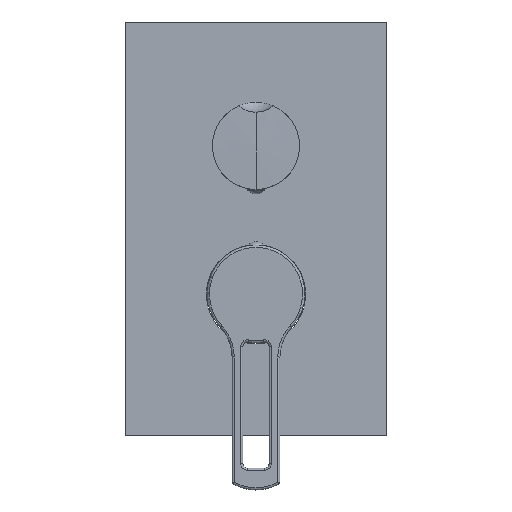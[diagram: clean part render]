
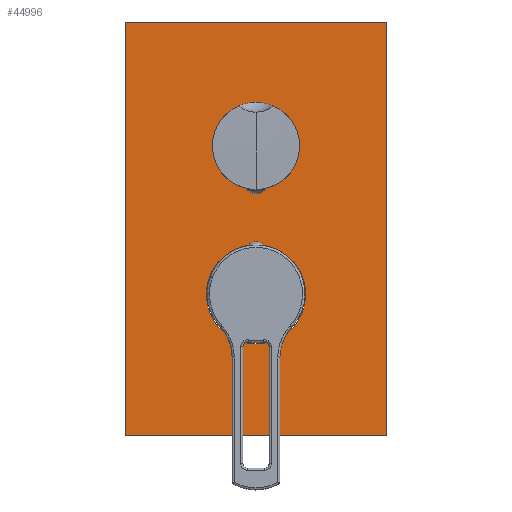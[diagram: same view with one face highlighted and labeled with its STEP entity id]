
A CAD part, top view. The second image highlights one B-rep face of the part: STEP entity #44996.
In plain terms, the highlighted planar face has unit normal (0, 0, 1).
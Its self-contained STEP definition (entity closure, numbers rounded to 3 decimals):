
#44801=DIRECTION('',(0.,1.,0.));
#44802=VECTOR('',#44801,190.);
#44803=CARTESIAN_POINT('',(60.,-65.,65.5));
#44804=LINE('',#44803,#44802);
#44805=DIRECTION('',(1.,0.,0.));
#44806=VECTOR('',#44805,120.);
#44807=CARTESIAN_POINT('',(-60.,-65.,65.5));
#44808=LINE('',#44807,#44806);
#44809=DIRECTION('',(0.,-1.,0.));
#44810=VECTOR('',#44809,190.);
#44811=CARTESIAN_POINT('',(-60.,125.,65.5));
#44812=LINE('',#44811,#44810);
#44813=DIRECTION('',(-1.,0.,0.));
#44814=VECTOR('',#44813,120.);
#44815=CARTESIAN_POINT('',(60.,125.,65.5));
#44816=LINE('',#44815,#44814);
#44817=CARTESIAN_POINT('',(0.,0.,65.5));
#44818=DIRECTION('',(0.,0.,-1.));
#44819=DIRECTION('',(-1.,0.,0.));
#44820=AXIS2_PLACEMENT_3D('',#44817,#44818,#44819);
#44822=CARTESIAN_POINT('',(0.,0.,65.5));
#44823=DIRECTION('',(0.,0.,-1.));
#44824=DIRECTION('',(1.,0.,0.));
#44825=AXIS2_PLACEMENT_3D('',#44822,#44823,#44824);
#44827=CARTESIAN_POINT('',(0.,68.,65.5));
#44828=DIRECTION('',(0.,0.,-1.));
#44829=DIRECTION('',(-1.,0.,0.));
#44830=AXIS2_PLACEMENT_3D('',#44827,#44828,#44829);
#44832=CARTESIAN_POINT('',(0.,68.,65.5));
#44833=DIRECTION('',(0.,0.,-1.));
#44834=DIRECTION('',(1.,0.,0.));
#44835=AXIS2_PLACEMENT_3D('',#44832,#44833,#44834);
#44877=CARTESIAN_POINT('',(-22.8,0.,65.5));
#44878=CARTESIAN_POINT('',(22.8,0.,65.5));
#44879=VERTEX_POINT('',#44877);
#44880=VERTEX_POINT('',#44878);
#44881=CARTESIAN_POINT('',(-9.75,68.,65.5));
#44882=CARTESIAN_POINT('',(9.75,68.,65.5));
#44883=VERTEX_POINT('',#44881);
#44884=VERTEX_POINT('',#44882);
#44885=CARTESIAN_POINT('',(60.,-65.,65.5));
#44886=CARTESIAN_POINT('',(60.,125.,65.5));
#44887=VERTEX_POINT('',#44885);
#44888=VERTEX_POINT('',#44886);
#44889=CARTESIAN_POINT('',(-60.,125.,65.5));
#44890=VERTEX_POINT('',#44889);
#44891=CARTESIAN_POINT('',(-60.,-65.,65.5));
#44892=VERTEX_POINT('',#44891);
#44971=CARTESIAN_POINT('',(0.,30.,65.5));
#44972=DIRECTION('',(0.,0.,1.));
#44973=DIRECTION('',(-1.,0.,0.));
#44974=AXIS2_PLACEMENT_3D('',#44971,#44972,#44973);
#44975=PLANE('',#44974);
#44976=ORIENTED_EDGE('',*,*,#44957,.F.);
#44977=ORIENTED_EDGE('',*,*,#44902,.F.);
#44979=ORIENTED_EDGE('',*,*,#44978,.F.);
#44981=ORIENTED_EDGE('',*,*,#44980,.F.);
#44982=EDGE_LOOP('',(#44976,#44977,#44979,#44981));
#44983=FACE_OUTER_BOUND('',#44982,.F.);
#44985=ORIENTED_EDGE('',*,*,#44984,.F.);
#44987=ORIENTED_EDGE('',*,*,#44986,.F.);
#44988=EDGE_LOOP('',(#44985,#44987));
#44989=FACE_BOUND('',#44988,.F.);
#44991=ORIENTED_EDGE('',*,*,#44990,.F.);
#44993=ORIENTED_EDGE('',*,*,#44992,.F.);
#44994=EDGE_LOOP('',(#44991,#44993));
#44995=FACE_BOUND('',#44994,.F.);
#44996=ADVANCED_FACE('',(#44983,#44989,#44995),#44975,.T.);
#44821=CIRCLE('',#44820,22.8);
#44826=CIRCLE('',#44825,22.8);
#44831=CIRCLE('',#44830,9.75);
#44836=CIRCLE('',#44835,9.75);
#44902=EDGE_CURVE('',#44892,#44887,#44808,.T.);
#44957=EDGE_CURVE('',#44887,#44888,#44804,.T.);
#44978=EDGE_CURVE('',#44890,#44892,#44812,.T.);
#44980=EDGE_CURVE('',#44888,#44890,#44816,.T.);
#44984=EDGE_CURVE('',#44879,#44880,#44821,.T.);
#44986=EDGE_CURVE('',#44880,#44879,#44826,.T.);
#44990=EDGE_CURVE('',#44883,#44884,#44831,.T.);
#44992=EDGE_CURVE('',#44884,#44883,#44836,.T.);
